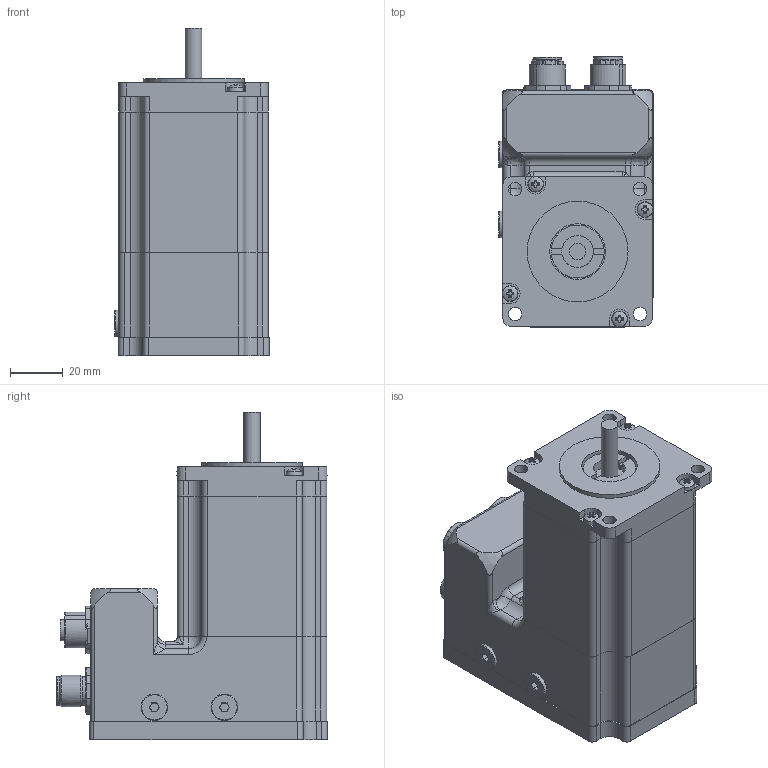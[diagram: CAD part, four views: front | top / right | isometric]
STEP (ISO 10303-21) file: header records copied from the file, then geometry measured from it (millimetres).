
FILE_DESCRIPTION(/* description */ (''),/* implementation_level */ '2;1');
FILE_NAME(/* name */ 'PD4-E591L42-E-65-1-.stp',/* time_stamp */ '2021-03-31T15:10:10+02:00',/* author */ ('angelika.schneid'),/* organization */ (''),/* preprocessor_version */ 'ST-DEVELOPER v17.2',/* originating_system */ 'Autodesk Inventor 2019',/* authorisation */ '');
FILE_SCHEMA (('AUTOMOTIVE_DESIGN { 1 0 10303 214 3 1 1 }'));
Products named in the file (1): PD4-E591L42-E-65-1_Shrinkwrap_1
Bounding box: 58.2 x 102.3 x 123.6 mm (x, y, z)
Volume: 252261.6 mm3; surface area: 87367.7 mm2
Topology: 19 solids, 19 shells, 1584 faces, 4330 edges, 2904 vertices
Faces by surface type: plane 822, cylinder 477, cone 170, torus 61, bspline 28, sphere 26
Full cylindrical faces by diameter (mm): 0.217 x4, 0.434 x1, 0.63 x12, 1 x5, 1.1 x22, 1.2 x12, 1.3 x13, 1.7 x4, 2 x2, 2.013 x2, 2.459 x2, 2.5 x6, 2.693 x4, 2.75 x4, 3 x8, 3.2 x4, 3.4 x4, 4.917 x2, 5 x6, 5.5 x4, 6 x2, 6.35 x1, 10 x2, 10.5 x1, 10.7 x2, 10.75 x1, 10.9 x3, 12 x2, 12.2 x2, 12.9 x2
Entity records: 54201 total; most frequent: CARTESIAN_POINT 11283, DIRECTION 8859, ORIENTED_EDGE 8604, EDGE_CURVE 4302, AXIS2_PLACEMENT_3D 3246, VERTEX_POINT 2904, LINE 2367, VECTOR 2367
